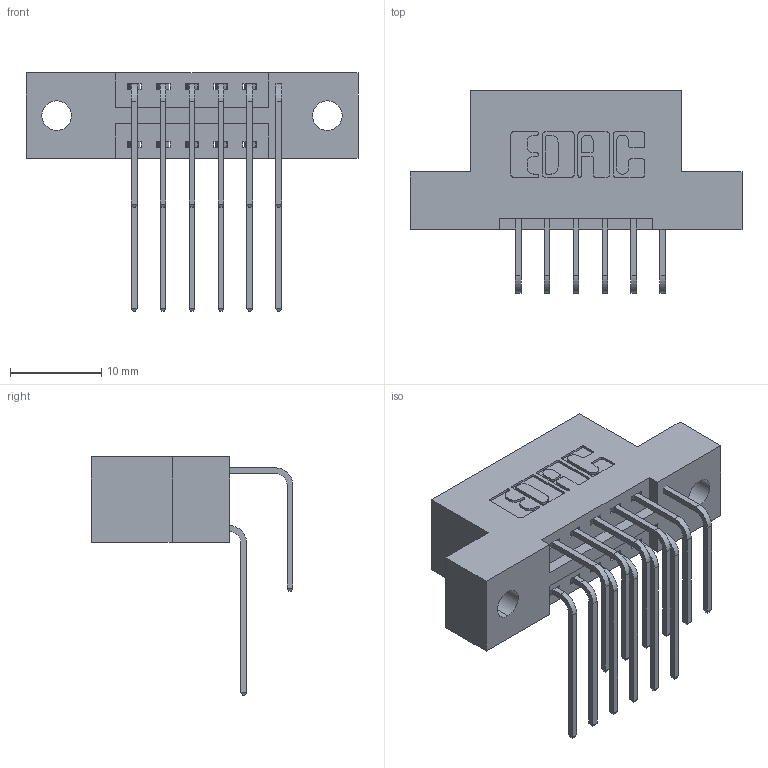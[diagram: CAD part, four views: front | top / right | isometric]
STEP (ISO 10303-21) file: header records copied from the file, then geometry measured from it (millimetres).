
FILE_DESCRIPTION (( 'STEP AP203' ), '1' );
FILE_NAME ('346-012-558-202.STEP', '2022-05-17T20:43:25', ( '' ), ( '' ), 'SwSTEP 2.0', 'SolidWorks 2020', '' );
FILE_SCHEMA (( 'CONFIG_CONTROL_DESIGN' ));
Length unit declared in the file: inch
Products named in the file (4): 346 Part_Flush Mounting Lugs - 0.128 Dia; 345-292-001_558 Tail - 2; 345-292-001_558 559 Tail - 1; 346-012-558-202
Assembly tree (13 placements, depth 2):
  346-012-558-202
    346 Part_Flush Mounting Lugs - 0.128 Dia
    345-292-001_558 559 Tail - 1  x6
    345-292-001_558 Tail - 2  x6
Bounding box: 36.45 x 22.16 x 26.16 mm (x, y, z)
Volume: 3317.4 mm3; surface area: 4145.1 mm2
Topology: 13 solids, 13 shells, 758 faces, 2219 edges, 1462 vertices
Faces by surface type: plane 510, cylinder 248
Entity records: 10095 total; most frequent: CARTESIAN_POINT 1757, ORIENTED_EDGE 1638, DIRECTION 1575, EDGE_CURVE 819, LINE 627, VECTOR 627, VERTEX_POINT 542, AXIS2_PLACEMENT_3D 474
